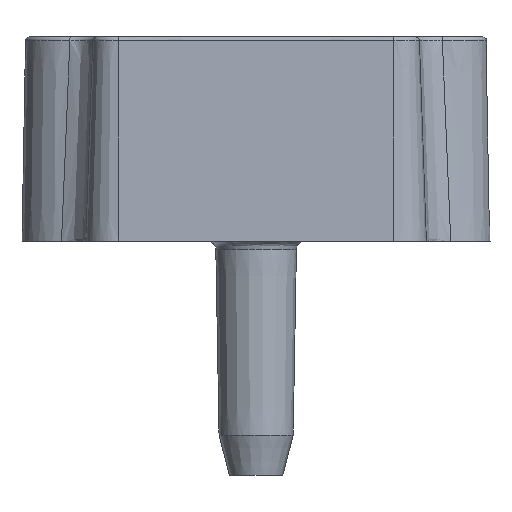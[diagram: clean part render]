
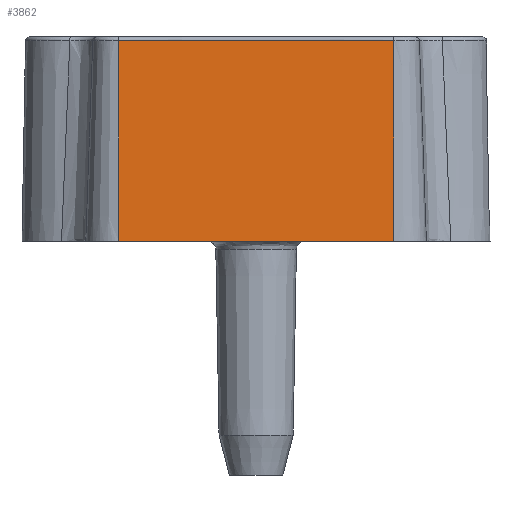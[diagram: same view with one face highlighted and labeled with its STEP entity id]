
A CAD part, front view. The second image highlights one B-rep face of the part: STEP entity #3862.
In plain terms, the highlighted planar face has unit normal (0, -0.999, 0.035).
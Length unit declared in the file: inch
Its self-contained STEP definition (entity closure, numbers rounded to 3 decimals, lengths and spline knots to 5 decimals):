
#5 = DIRECTION ( 'NONE',  ( -1., 0., 0. ) ) ;
#884 = CARTESIAN_POINT ( 'NONE',  ( 2.28591, 1.14217, 0.42 ) ) ;
#1412 = FACE_OUTER_BOUND ( 'NONE', #8419, .T. ) ;
#1606 = CARTESIAN_POINT ( 'NONE',  ( 1.63942, 1.15859, 0.89035 ) ) ;
#2818 = CARTESIAN_POINT ( 'NONE',  ( 1.63942, 1.15859, 0.89035 ) ) ;
#2852 = VECTOR ( 'NONE', #5, 39.37008 ) ;
#2881 = LINE ( 'NONE', #7197, #3310 ) ;
#3123 = CARTESIAN_POINT ( 'NONE',  ( 1.63554, 1.15859, 0.89035 ) ) ;
#3310 = VECTOR ( 'NONE', #11516, 39.37008 ) ;
#3690 = ORIENTED_EDGE ( 'NONE', *, *, #10315, .F. ) ;
#3736 = B_SPLINE_CURVE_WITH_KNOTS ( 'NONE', 1,
 ( #13548, #884 ),
 .UNSPECIFIED., .F., .F.,
 ( 2, 2 ),
 ( 0., 1. ),
 .UNSPECIFIED. ) ;
#3862 = ADVANCED_FACE ( 'NONE', ( #1412 ), #11952, .T. ) ;
#4525 = ORIENTED_EDGE ( 'NONE', *, *, #11253, .T. ) ;
#4811 = EDGE_CURVE ( 'NONE', #12858, #12900, #10760, .T. ) ;
#5070 = EDGE_CURVE ( 'NONE', #9289, #6493, #2881, .T. ) ;
#5444 = CARTESIAN_POINT ( 'NONE',  ( 1.63963, 1.14217, 0.42 ) ) ;
#6493 = VERTEX_POINT ( 'NONE', #7770 ) ;
#7197 = CARTESIAN_POINT ( 'NONE',  ( 1.40617, 1.14217, 0.42 ) ) ;
#7658 = CARTESIAN_POINT ( 'NONE',  ( 1.63554, 1.15859, 0.89035 ) ) ;
#7728 = DIRECTION ( 'NONE',  ( 0., -0.999, 0.035 ) ) ;
#7770 = CARTESIAN_POINT ( 'NONE',  ( 2.28591, 1.14217, 0.42 ) ) ;
#8419 = EDGE_LOOP ( 'NONE', ( #4525, #12971, #3690, #10670 ) ) ;
#9128 = DIRECTION ( 'NONE',  ( 0., -0.035, -0.999 ) ) ;
#9236 = VECTOR ( 'NONE', #9128, 39.37008 ) ;
#9289 = VERTEX_POINT ( 'NONE', #5444 ) ;
#10315 = EDGE_CURVE ( 'NONE', #12858, #6493, #3736, .T. ) ;
#10670 = ORIENTED_EDGE ( 'NONE', *, *, #4811, .T. ) ;
#10760 = LINE ( 'NONE', #3123, #2852 ) ;
#11253 = EDGE_CURVE ( 'NONE', #12900, #9289, #12405, .T. ) ;
#11516 = DIRECTION ( 'NONE',  ( 1., 0., 0. ) ) ;
#11952 = PLANE ( 'NONE',  #13160 ) ;
#12024 = DIRECTION ( 'NONE',  ( 0., -0.035, -0.999 ) ) ;
#12405 = LINE ( 'NONE', #1606, #9236 ) ;
#12858 = VERTEX_POINT ( 'NONE', #13699 ) ;
#12900 = VERTEX_POINT ( 'NONE', #2818 ) ;
#12971 = ORIENTED_EDGE ( 'NONE', *, *, #5070, .T. ) ;
#13160 = AXIS2_PLACEMENT_3D ( 'NONE', #7658, #7728, #12024 ) ;
#13548 = CARTESIAN_POINT ( 'NONE',  ( 2.28611, 1.15859, 0.89035 ) ) ;
#13699 = CARTESIAN_POINT ( 'NONE',  ( 2.28611, 1.15859, 0.89035 ) ) ;
